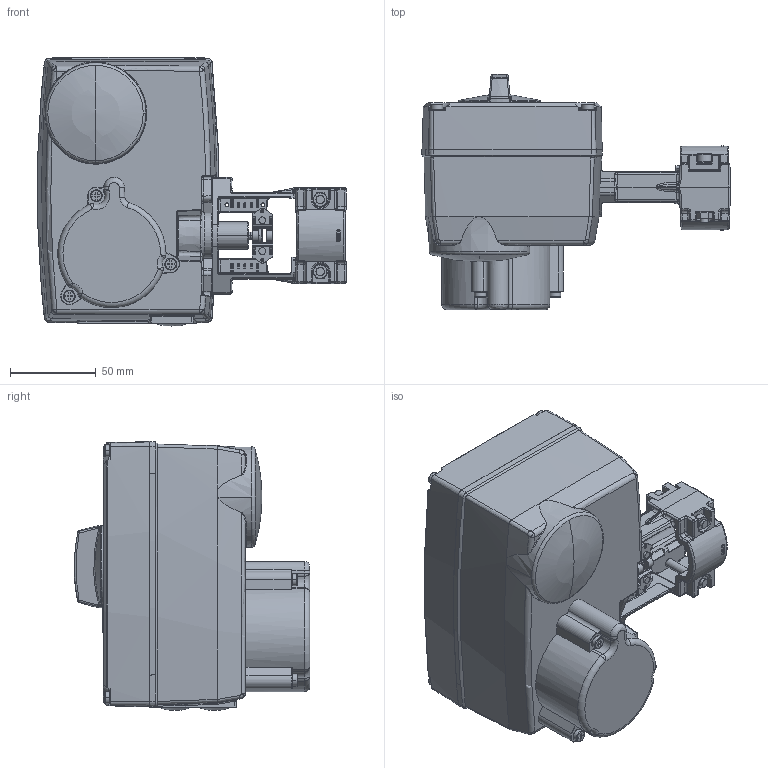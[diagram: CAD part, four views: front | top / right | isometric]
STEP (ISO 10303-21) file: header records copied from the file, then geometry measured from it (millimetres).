
FILE_DESCRIPTION((''),'2;1');
FILE_NAME('082H3036','2015-04-02T',('u317927'),('Danfoss'),'PRO/ENGINEER BY PARAMETRIC TECHNOLOGY CORPORATION, 2014000','PRO/ENGINEER BY PARAMETRIC TECHNOLOGY CORPORATION, 2014000','');
FILE_SCHEMA(('CONFIG_CONTROL_DESIGN'));
Length unit declared in the file: millimetre
Products named in the file (1): 082H3036
Bounding box: 180.09 x 137.34 x 156.96 mm (x, y, z)
Volume: 363769.2 mm3; surface area: 206698.7 mm2
Topology: 3 solids, 3 shells, 3677 faces, 8977 edges, 5338 vertices
Faces by surface type: cylinder 1220, plane 964, bspline 619, torus 414, sphere 228, cone 197, extrusion 35
Entity records: 158706 total; most frequent: CARTESIAN_POINT 77109, ORIENTED_EDGE 17906, DIRECTION 16118, EDGE_CURVE 8953, AXIS2_PLACEMENT_3D 6272, VERTEX_POINT 5338, EDGE_LOOP 3811, FACE_OUTER_BOUND 3677
